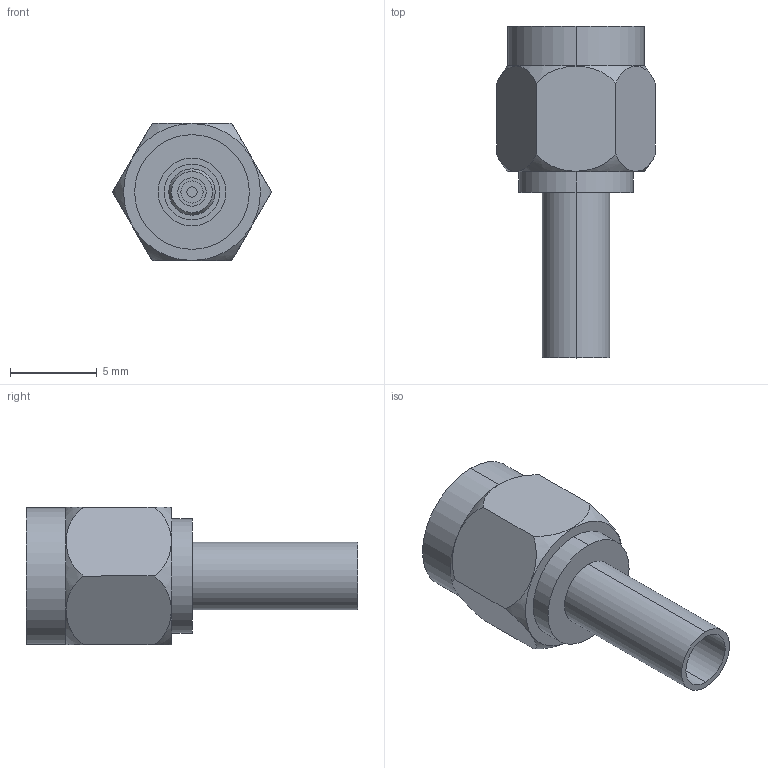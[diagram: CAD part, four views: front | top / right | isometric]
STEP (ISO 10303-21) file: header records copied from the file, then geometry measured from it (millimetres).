
FILE_DESCRIPTION (( 'STEP AP214' ), '1' );
FILE_NAME ('BAC502.STEP', '2018-05-30T14:46:33', ( '' ), ( '' ), 'SwSTEP 2.0', 'SolidWorks 2017', '' );
FILE_SCHEMA (( 'AUTOMOTIVE_DESIGN' ));
Length unit declared in the file: inch
Products named in the file (4): BAC502-MA3; BAC502-MA2; BAC502; BAC502-MA1
Assembly tree (3 placements, depth 2):
  BAC502
    BAC502-MA2
    BAC502-MA1
    BAC502-MA3
Bounding box: 9.15 x 19.1 x 7.92 mm (x, y, z)
Volume: 391.6 mm3; surface area: 968.3 mm2
Topology: 3 solids, 3 shells, 76 faces, 178 edges, 116 vertices
Faces by surface type: cylinder 34, plane 34, torus 4, cone 4
Entity records: 2923 total; most frequent: CARTESIAN_POINT 668, DIRECTION 398, ORIENTED_EDGE 356, EDGE_CURVE 178, AXIS2_PLACEMENT_3D 166, VERTEX_POINT 116, EDGE_LOOP 90, CIRCLE 84
